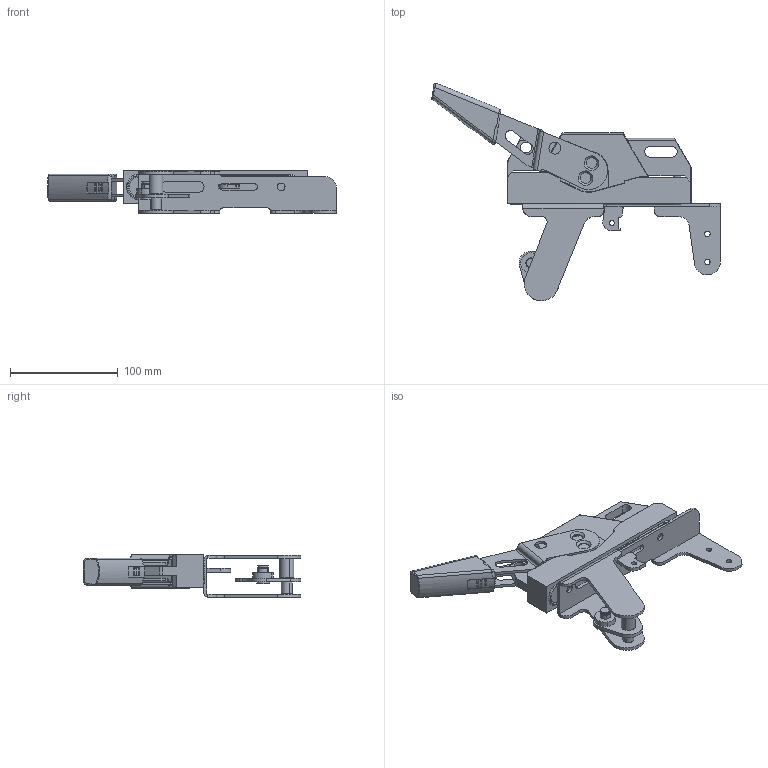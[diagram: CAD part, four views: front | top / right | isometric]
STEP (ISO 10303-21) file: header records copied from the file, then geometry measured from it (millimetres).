
FILE_DESCRIPTION((''),'2;1');
FILE_NAME('OHF1C12_SW0001_1_1','2023-08-23T13:11:14',('FIANLEH10'),(''),'CREO PARAMETRIC BY PTC INC, 2020184','CREO PARAMETRIC BY PTC INC, 2020184','');
FILE_SCHEMA(('AUTOMOTIVE_DESIGN { 1 0 10303 214 1 1 1 1 }'));
Length unit declared in the file: millimetre
Products named in the file (1): OHF1C12_SW0001_1_1
Bounding box: 267.31 x 201.58 x 39.5 mm (x, y, z)
Volume: 316468.2 mm3; surface area: 92045.9 mm2
Topology: 1 solids, 1 shells, 551 faces, 1507 edges, 964 vertices
Faces by surface type: plane 248, cylinder 204, bspline 43, torus 22, cone 19, extrusion 13, sphere 2
Entity records: 25717 total; most frequent: CARTESIAN_POINT 9450, ORIENTED_EDGE 3002, DIRECTION 2676, EDGE_CURVE 1501, VERTEX_POINT 964, AXIS2_PLACEMENT_3D 901, VECTOR 871, LINE 858
